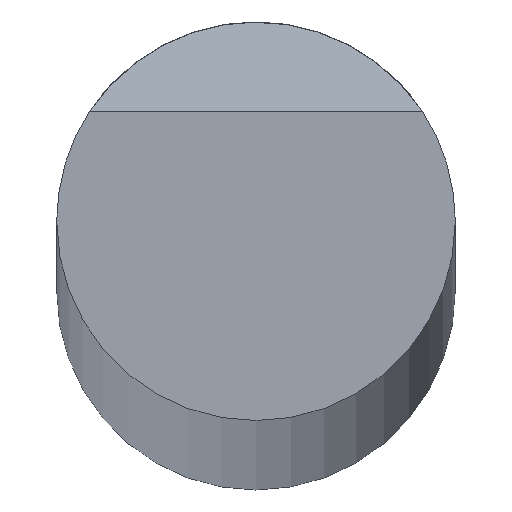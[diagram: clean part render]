
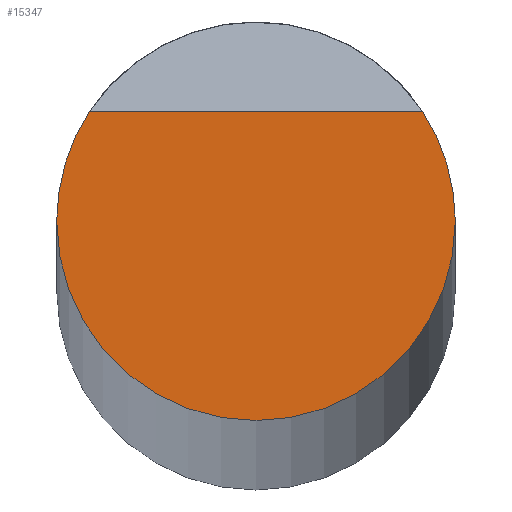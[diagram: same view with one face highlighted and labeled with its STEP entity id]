
A CAD part, top view. The second image highlights one B-rep face of the part: STEP entity #15347.
In plain terms, the highlighted planar face has unit normal (0, 0, 1).
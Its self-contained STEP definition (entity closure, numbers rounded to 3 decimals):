
#885 = CARTESIAN_POINT ( 'NONE',  ( -5., 0., 998.543 ) ) ;
#2252 = CARTESIAN_POINT ( 'NONE',  ( 0., 0., 998.543 ) ) ;
#3972 = AXIS2_PLACEMENT_3D ( 'NONE', #24165, #22266, #10543 ) ;
#4141 = PLANE ( 'NONE',  #16204 ) ;
#4260 = DIRECTION ( 'NONE',  ( 0., 0., 1. ) ) ;
#4262 = CARTESIAN_POINT ( 'NONE',  ( 0., 0., 998.543 ) ) ;
#4360 = CIRCLE ( 'NONE', #3972, 5. ) ;
#4420 = CIRCLE ( 'NONE', #6451, 5. ) ;
#4868 = CARTESIAN_POINT ( 'NONE',  ( 5., 0., 998.543 ) ) ;
#4938 = VERTEX_POINT ( 'NONE', #17713 ) ;
#6451 = AXIS2_PLACEMENT_3D ( 'NONE', #4262, #19674, #12257 ) ;
#6591 = DIRECTION ( 'NONE',  ( 1., 0., 0. ) ) ;
#7648 = VERTEX_POINT ( 'NONE', #22299 ) ;
#7663 = VERTEX_POINT ( 'NONE', #4868 ) ;
#7969 = LINE ( 'NONE', #17702, #19280 ) ;
#8011 = ORIENTED_EDGE ( 'NONE', *, *, #20765, .F. ) ;
#8093 = ORIENTED_EDGE ( 'NONE', *, *, #20095, .T. ) ;
#8846 = EDGE_CURVE ( 'NONE', #10185, #7663, #22819, .T. ) ;
#9686 = ORIENTED_EDGE ( 'NONE', *, *, #8846, .T. ) ;
#9962 = DIRECTION ( 'NONE',  ( 1., 0., 0. ) ) ;
#10185 = VERTEX_POINT ( 'NONE', #885 ) ;
#10336 = AXIS2_PLACEMENT_3D ( 'NONE', #2252, #10472, #18165 ) ;
#10472 = DIRECTION ( 'NONE',  ( 0., 0., 1. ) ) ;
#10543 = DIRECTION ( 'NONE',  ( 1., 0., 0. ) ) ;
#11871 = CARTESIAN_POINT ( 'NONE',  ( 0., 0., 998.543 ) ) ;
#12257 = DIRECTION ( 'NONE',  ( 1., 0., 0. ) ) ;
#15347 = ADVANCED_FACE ( 'NONE', ( #21441 ), #4141, .T. ) ;
#16204 = AXIS2_PLACEMENT_3D ( 'NONE', #11871, #4260, #9962 ) ;
#17702 = CARTESIAN_POINT ( 'NONE',  ( 5.001, 2.75, 998.543 ) ) ;
#17713 = CARTESIAN_POINT ( 'NONE',  ( -4.176, 2.75, 998.543 ) ) ;
#17798 = EDGE_CURVE ( 'NONE', #7663, #7648, #4360, .T. ) ;
#18165 = DIRECTION ( 'NONE',  ( 1., 0., 0. ) ) ;
#19280 = VECTOR ( 'NONE', #6591, 1000. ) ;
#19674 = DIRECTION ( 'NONE',  ( 0., 0., 1. ) ) ;
#20095 = EDGE_CURVE ( 'NONE', #4938, #10185, #4420, .T. ) ;
#20587 = EDGE_LOOP ( 'NONE', ( #8093, #9686, #23821, #8011 ) ) ;
#20765 = EDGE_CURVE ( 'NONE', #4938, #7648, #7969, .T. ) ;
#21441 = FACE_OUTER_BOUND ( 'NONE', #20587, .T. ) ;
#22266 = DIRECTION ( 'NONE',  ( 0., 0., 1. ) ) ;
#22299 = CARTESIAN_POINT ( 'NONE',  ( 4.176, 2.75, 998.543 ) ) ;
#22819 = CIRCLE ( 'NONE', #10336, 5. ) ;
#23821 = ORIENTED_EDGE ( 'NONE', *, *, #17798, .T. ) ;
#24165 = CARTESIAN_POINT ( 'NONE',  ( 0., 0., 998.543 ) ) ;
